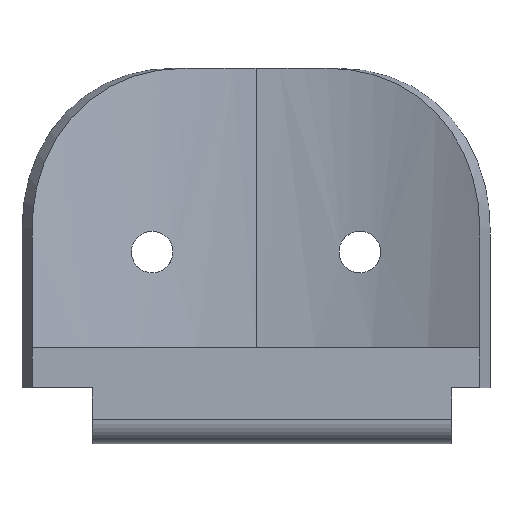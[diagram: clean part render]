
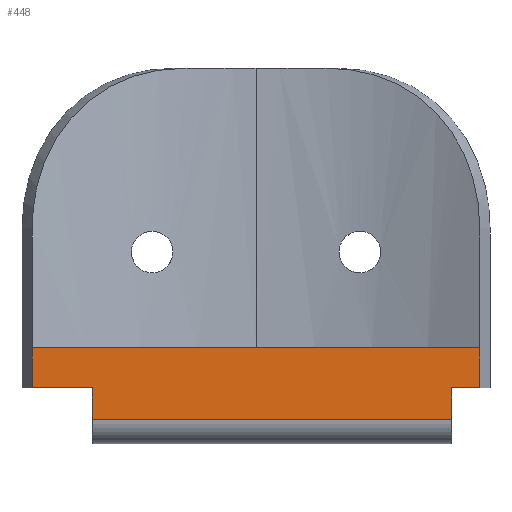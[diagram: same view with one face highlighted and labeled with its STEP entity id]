
A CAD part, top view. The second image highlights one B-rep face of the part: STEP entity #448.
In plain terms, the highlighted planar face has unit normal (0, 0, 1).
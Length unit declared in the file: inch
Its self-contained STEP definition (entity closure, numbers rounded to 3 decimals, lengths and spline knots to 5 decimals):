
#2 = DIRECTION ( 'NONE',  ( 0., 1., 0. ) ) ;
#52 = VERTEX_POINT ( 'NONE', #322 ) ;
#74 = CARTESIAN_POINT ( 'NONE',  ( 0., 0., -2.36638 ) ) ;
#82 = AXIS2_PLACEMENT_3D ( 'NONE', #74, #190, #730 ) ;
#94 = VERTEX_POINT ( 'NONE', #656 ) ;
#99 = CARTESIAN_POINT ( 'NONE',  ( 1.22466, -0.2, -2.36638 ) ) ;
#150 = VECTOR ( 'NONE', #1036, 39.37008 ) ;
#190 = DIRECTION ( 'NONE',  ( 0., 0., 1. ) ) ;
#193 = ORIENTED_EDGE ( 'NONE', *, *, #1099, .T. ) ;
#199 = VECTOR ( 'NONE', #674, 39.37008 ) ;
#201 = VECTOR ( 'NONE', #1074, 39.37008 ) ;
#212 = VECTOR ( 'NONE', #369, 39.37008 ) ;
#248 = LINE ( 'NONE', #569, #199 ) ;
#249 = ORIENTED_EDGE ( 'NONE', *, *, #1293, .T. ) ;
#277 = CARTESIAN_POINT ( 'NONE',  ( 1.40098, 0., -2.36638 ) ) ;
#302 = EDGE_CURVE ( 'NONE', #94, #1326, #878, .T. ) ;
#307 = ORIENTED_EDGE ( 'NONE', *, *, #551, .T. ) ;
#312 = VECTOR ( 'NONE', #773, 39.37008 ) ;
#322 = CARTESIAN_POINT ( 'NONE',  ( -1.02534, 0., -2.36638 ) ) ;
#323 = CARTESIAN_POINT ( 'NONE',  ( 1.22466, 0., -2.36638 ) ) ;
#369 = DIRECTION ( 'NONE',  ( 1., 0., 0. ) ) ;
#373 = LINE ( 'NONE', #722, #1368 ) ;
#397 = LINE ( 'NONE', #833, #150 ) ;
#426 = ORIENTED_EDGE ( 'NONE', *, *, #647, .F. ) ;
#433 = CARTESIAN_POINT ( 'NONE',  ( 0., -0.2, -2.36638 ) ) ;
#448 = ADVANCED_FACE ( 'NONE', ( #711 ), #1257, .T. ) ;
#486 = LINE ( 'NONE', #277, #212 ) ;
#532 = CARTESIAN_POINT ( 'NONE',  ( -1.40098, 0.25, -2.36638 ) ) ;
#551 = EDGE_CURVE ( 'NONE', #1299, #52, #397, .T. ) ;
#569 = CARTESIAN_POINT ( 'NONE',  ( -1.02534, -0.35, -2.36638 ) ) ;
#622 = ORIENTED_EDGE ( 'NONE', *, *, #302, .T. ) ;
#638 = CARTESIAN_POINT ( 'NONE',  ( 1.40098, 0.25, -2.36638 ) ) ;
#647 = EDGE_CURVE ( 'NONE', #1139, #52, #248, .T. ) ;
#656 = CARTESIAN_POINT ( 'NONE',  ( 1.40098, 0.25, -2.36638 ) ) ;
#674 = DIRECTION ( 'NONE',  ( 0., 1., 0. ) ) ;
#710 = CARTESIAN_POINT ( 'NONE',  ( -1.02534, -0.2, -2.36638 ) ) ;
#711 = FACE_OUTER_BOUND ( 'NONE', #815, .T. ) ;
#722 = CARTESIAN_POINT ( 'NONE',  ( 1.40098, 0., -2.36638 ) ) ;
#730 = DIRECTION ( 'NONE',  ( 1., 0., 0. ) ) ;
#773 = DIRECTION ( 'NONE',  ( -1., 0., 0. ) ) ;
#787 = EDGE_CURVE ( 'NONE', #873, #1301, #486, .T. ) ;
#815 = EDGE_LOOP ( 'NONE', ( #426, #249, #1059, #1392, #193, #622, #1091, #307 ) ) ;
#820 = EDGE_CURVE ( 'NONE', #1326, #1299, #1283, .T. ) ;
#833 = CARTESIAN_POINT ( 'NONE',  ( 1.40098, 0., -2.36638 ) ) ;
#863 = CARTESIAN_POINT ( 'NONE',  ( 1.22466, -0.35, -2.36638 ) ) ;
#868 = CARTESIAN_POINT ( 'NONE',  ( -1.40098, 0., -2.36638 ) ) ;
#873 = VERTEX_POINT ( 'NONE', #323 ) ;
#878 = LINE ( 'NONE', #638, #312 ) ;
#921 = DIRECTION ( 'NONE',  ( 0., -1., 0. ) ) ;
#955 = LINE ( 'NONE', #863, #991 ) ;
#962 = LINE ( 'NONE', #433, #201 ) ;
#977 = VECTOR ( 'NONE', #921, 39.37008 ) ;
#991 = VECTOR ( 'NONE', #2, 39.37008 ) ;
#1036 = DIRECTION ( 'NONE',  ( 1., 0., 0. ) ) ;
#1059 = ORIENTED_EDGE ( 'NONE', *, *, #1331, .T. ) ;
#1074 = DIRECTION ( 'NONE',  ( 1., 0., 0. ) ) ;
#1091 = ORIENTED_EDGE ( 'NONE', *, *, #820, .T. ) ;
#1099 = EDGE_CURVE ( 'NONE', #1301, #94, #373, .T. ) ;
#1139 = VERTEX_POINT ( 'NONE', #710 ) ;
#1257 = PLANE ( 'NONE',  #82 ) ;
#1281 = CARTESIAN_POINT ( 'NONE',  ( 1.40098, 0., -2.36638 ) ) ;
#1283 = LINE ( 'NONE', #1337, #977 ) ;
#1293 = EDGE_CURVE ( 'NONE', #1139, #1313, #962, .T. ) ;
#1299 = VERTEX_POINT ( 'NONE', #868 ) ;
#1301 = VERTEX_POINT ( 'NONE', #1281 ) ;
#1313 = VERTEX_POINT ( 'NONE', #99 ) ;
#1326 = VERTEX_POINT ( 'NONE', #532 ) ;
#1331 = EDGE_CURVE ( 'NONE', #1313, #873, #955, .T. ) ;
#1337 = CARTESIAN_POINT ( 'NONE',  ( -1.40098, 0., -2.36638 ) ) ;
#1368 = VECTOR ( 'NONE', #1378, 39.37008 ) ;
#1378 = DIRECTION ( 'NONE',  ( 0., 1., 0. ) ) ;
#1392 = ORIENTED_EDGE ( 'NONE', *, *, #787, .T. ) ;
